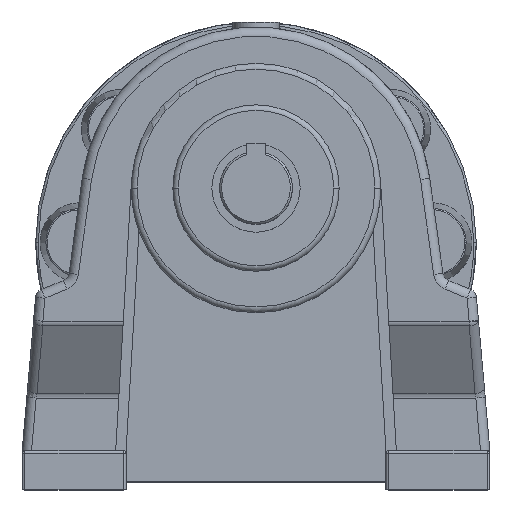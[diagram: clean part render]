
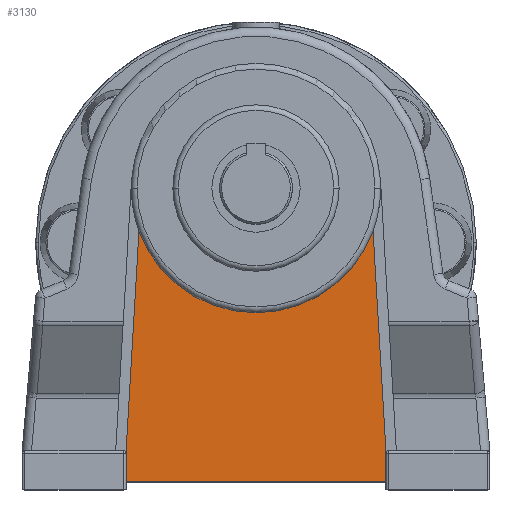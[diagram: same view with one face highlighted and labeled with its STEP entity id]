
A CAD part, top view. The second image highlights one B-rep face of the part: STEP entity #3130.
In plain terms, the highlighted planar face has unit normal (0, 0, 1).
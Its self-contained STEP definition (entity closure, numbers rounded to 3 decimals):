
#7 = EDGE_CURVE ( 'NONE', #4449, #3930, #6021, .T. ) ;
#54 = CARTESIAN_POINT ( 'NONE',  ( 50., -113., -10.417 ) ) ;
#133 = CARTESIAN_POINT ( 'NONE',  ( -50., -113., -10.417 ) ) ;
#187 = DIRECTION ( 'NONE',  ( 0., 0., -1. ) ) ;
#195 = DIRECTION ( 'NONE',  ( -0.058, -0.998, 0. ) ) ;
#346 = EDGE_LOOP ( 'NONE', ( #2977, #4586, #6127, #4946, #3190, #1356 ) ) ;
#417 = DIRECTION ( 'NONE',  ( 1., 0., 0. ) ) ;
#493 = LINE ( 'NONE', #6869, #3661 ) ;
#559 = LINE ( 'NONE', #3230, #3758 ) ;
#612 = CIRCLE ( 'NONE', #5983, 48. ) ;
#898 = EDGE_CURVE ( 'NONE', #4364, #4449, #612, .T. ) ;
#1356 = ORIENTED_EDGE ( 'NONE', *, *, #7, .T. ) ;
#1519 = CARTESIAN_POINT ( 'NONE',  ( 50., -113., -10.417 ) ) ;
#1586 = DIRECTION ( 'NONE',  ( 0., 0., 1. ) ) ;
#1996 = CARTESIAN_POINT ( 'NONE',  ( 0., 0., -10.417 ) ) ;
#2034 = CARTESIAN_POINT ( 'NONE',  ( 45.053, -16.561, -10.417 ) ) ;
#2187 = PLANE ( 'NONE',  #6738 ) ;
#2210 = VECTOR ( 'NONE', #417, 1000. ) ;
#2357 = FACE_OUTER_BOUND ( 'NONE', #346, .T. ) ;
#2508 = LINE ( 'NONE', #1519, #3973 ) ;
#2701 = DIRECTION ( 'NONE',  ( -0.058, 0.998, 0. ) ) ;
#2711 = EDGE_CURVE ( 'NONE', #3930, #6271, #493, .T. ) ;
#2977 = ORIENTED_EDGE ( 'NONE', *, *, #2711, .T. ) ;
#3048 = VERTEX_POINT ( 'NONE', #4999 ) ;
#3130 = ADVANCED_FACE ( 'NONE', ( #2357 ), #2187, .T. ) ;
#3190 = ORIENTED_EDGE ( 'NONE', *, *, #898, .T. ) ;
#3230 = CARTESIAN_POINT ( 'NONE',  ( 50., -101., -10.417 ) ) ;
#3661 = VECTOR ( 'NONE', #5686, 1000. ) ;
#3758 = VECTOR ( 'NONE', #2701, 1000. ) ;
#3897 = CARTESIAN_POINT ( 'NONE',  ( -50., -113., -10.417 ) ) ;
#3930 = VERTEX_POINT ( 'NONE', #5691 ) ;
#3973 = VECTOR ( 'NONE', #6248, 1000. ) ;
#4280 = EDGE_CURVE ( 'NONE', #5412, #3048, #2508, .T. ) ;
#4303 = EDGE_CURVE ( 'NONE', #6271, #5412, #4913, .T. ) ;
#4304 = EDGE_CURVE ( 'NONE', #3048, #4364, #559, .T. ) ;
#4364 = VERTEX_POINT ( 'NONE', #2034 ) ;
#4449 = VERTEX_POINT ( 'NONE', #4531 ) ;
#4531 = CARTESIAN_POINT ( 'NONE',  ( -45.053, -16.561, -10.417 ) ) ;
#4586 = ORIENTED_EDGE ( 'NONE', *, *, #4303, .T. ) ;
#4913 = LINE ( 'NONE', #3897, #2210 ) ;
#4946 = ORIENTED_EDGE ( 'NONE', *, *, #4304, .T. ) ;
#4999 = CARTESIAN_POINT ( 'NONE',  ( 50., -101., -10.417 ) ) ;
#5412 = VERTEX_POINT ( 'NONE', #54 ) ;
#5519 = DIRECTION ( 'NONE',  ( 1., 0., 0. ) ) ;
#5686 = DIRECTION ( 'NONE',  ( 0., -1., 0. ) ) ;
#5691 = CARTESIAN_POINT ( 'NONE',  ( -50., -101., -10.417 ) ) ;
#5983 = AXIS2_PLACEMENT_3D ( 'NONE', #1996, #187, #5519 ) ;
#6021 = LINE ( 'NONE', #7162, #6572 ) ;
#6127 = ORIENTED_EDGE ( 'NONE', *, *, #4280, .T. ) ;
#6248 = DIRECTION ( 'NONE',  ( 0., 1., 0. ) ) ;
#6271 = VERTEX_POINT ( 'NONE', #133 ) ;
#6321 = DIRECTION ( 'NONE',  ( 1., 0., 0. ) ) ;
#6572 = VECTOR ( 'NONE', #195, 1000. ) ;
#6738 = AXIS2_PLACEMENT_3D ( 'NONE', #7487, #1586, #6321 ) ;
#6869 = CARTESIAN_POINT ( 'NONE',  ( -50., -101., -10.417 ) ) ;
#7162 = CARTESIAN_POINT ( 'NONE',  ( -45.053, -16.561, -10.417 ) ) ;
#7487 = CARTESIAN_POINT ( 'NONE',  ( 0., 0., -10.417 ) ) ;
